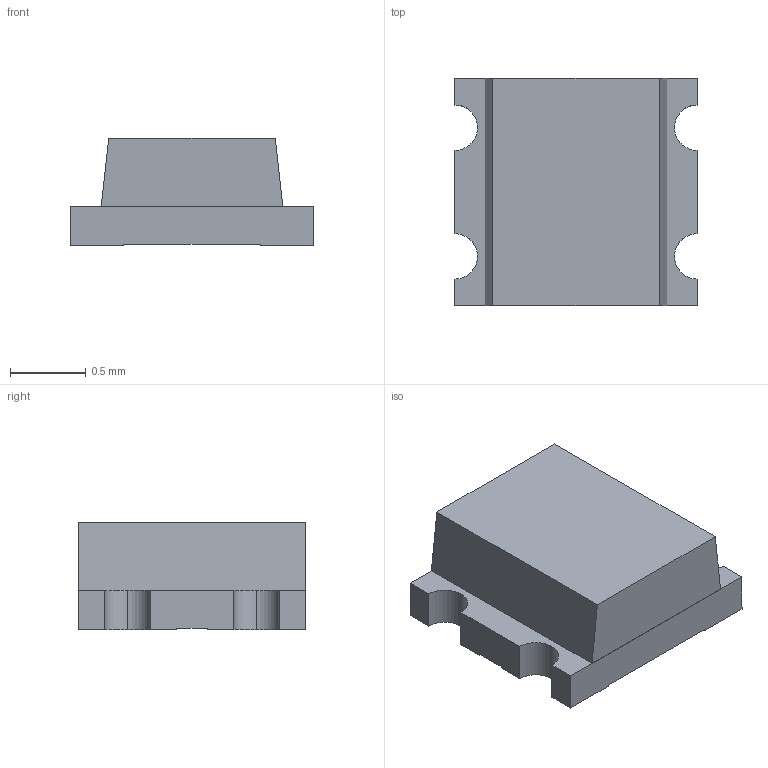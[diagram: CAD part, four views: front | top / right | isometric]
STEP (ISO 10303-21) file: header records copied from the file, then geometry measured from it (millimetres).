
FILE_DESCRIPTION (( 'STEP AP214' ), '1' );
FILE_NAME ('1224DBF2-4591-4C88-9C25-2DD0B8CE7F5B.STEP', '2024-10-15T13:15:34', ( '' ), ( '' ), 'SwSTEP 2.0', 'SolidWorks 2022', '' );
FILE_SCHEMA (( 'AUTOMOTIVE_DESIGN' ));
Length unit declared in the file: millimetre
Products named in the file (1): 1224DBF2-4591-4C88-9C25-2DD0B8CE7F5B
Bounding box: 1.6 x 1.5 x 0.71 mm (x, y, z)
Volume: 1.4 mm3; surface area: 12.4 mm2
Topology: 2 solids, 2 shells, 44 faces, 114 edges, 76 vertices
Faces by surface type: plane 38, cylinder 6
Entity records: 1681 total; most frequent: CARTESIAN_POINT 235, ORIENTED_EDGE 228, DIRECTION 216, EDGE_CURVE 114, LINE 102, VECTOR 102, VERTEX_POINT 76, AXIS2_PLACEMENT_3D 57
